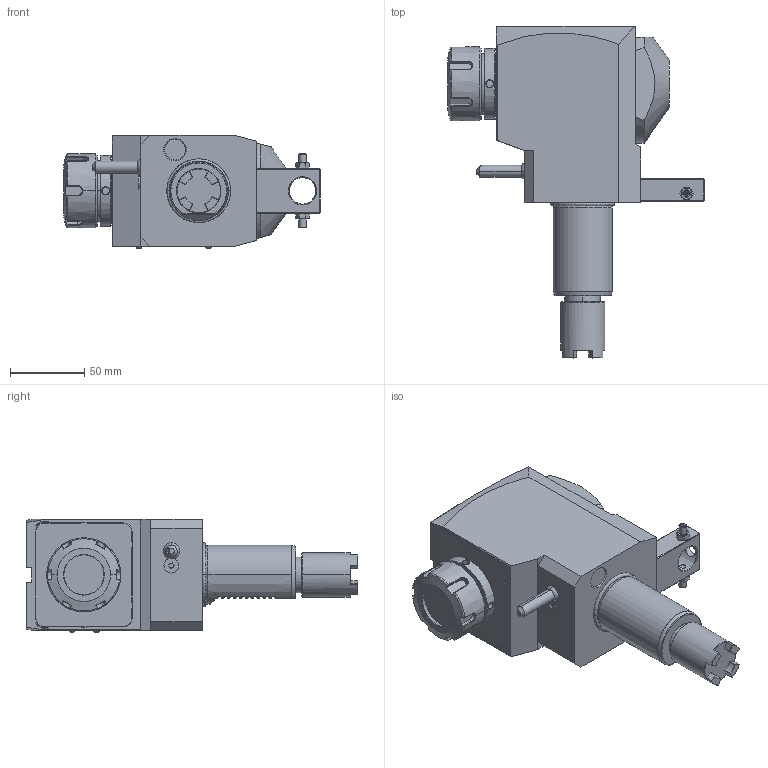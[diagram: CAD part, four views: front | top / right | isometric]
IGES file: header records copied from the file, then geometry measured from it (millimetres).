
Start section:  PTC IGES file: ngt1_40_251_32_2_2_80as.igs
Global section: file name: ngt1_40_251_32_2_2_80as.igs; native system: Pro/ENGINEER by Parametric Technology Corporation; preprocessor: 2010280; author: vali; organization: Unknown; date: 20170831.080135; units: millimetre
Bounding box: 173.1 x 223.85 x 76.6 mm (x, y, z)
Volume: 1021100.6 mm3; surface area: 81933.8 mm2
Topology: 1 solids, 1 shells, 475 faces, 1216 edges, 756 vertices
Faces by surface type: bspline 278, revolution 197
